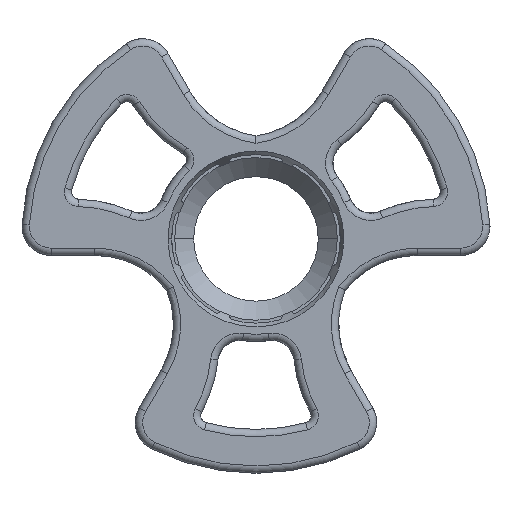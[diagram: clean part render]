
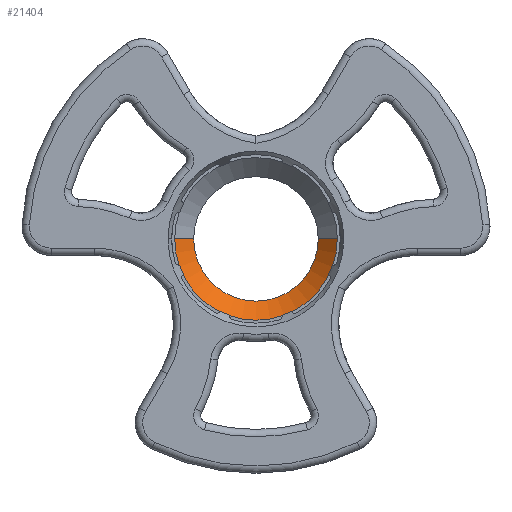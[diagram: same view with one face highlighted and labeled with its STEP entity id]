
A CAD part, left-side view. The second image highlights one B-rep face of the part: STEP entity #21404.
In plain terms, the highlighted conical face has half-angle 45 degrees and reference radius 9.8 mm.
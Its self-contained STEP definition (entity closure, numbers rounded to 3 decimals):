
#300=CARTESIAN_POINT('',(7.,0.,0.));
#301=DIRECTION('',(-1.,0.,0.));
#302=DIRECTION('',(0.,1.,0.));
#303=AXIS2_PLACEMENT_3D('',#300,#301,#302);
#8435=CARTESIAN_POINT('',(9.6,0.,0.));
#8436=DIRECTION('',(-1.,0.,0.));
#8437=DIRECTION('',(0.,1.,0.));
#8438=AXIS2_PLACEMENT_3D('',#8435,#8436,#8437);
#8448=DIRECTION('',(-0.707,0.707,0.));
#8449=VECTOR('',#8448,3.677);
#8450=CARTESIAN_POINT('',(9.6,8.5,
0.));
#8451=LINE('',#8450,#8449);
#8452=DIRECTION('',(-0.707,-0.707,0.));
#8453=VECTOR('',#8452,3.677);
#8454=CARTESIAN_POINT('',(9.6,-8.5,
0.));
#8455=LINE('',#8454,#8453);
#14844=CARTESIAN_POINT('',(9.6,8.5,0.));
#14845=CARTESIAN_POINT('',(9.6,-8.5,0.));
#14846=VERTEX_POINT('',#14844);
#14847=VERTEX_POINT('',#14845);
#14848=CARTESIAN_POINT('',(7.,11.1,0.));
#14849=CARTESIAN_POINT('',(7.,-11.1,0.));
#14850=VERTEX_POINT('',#14848);
#14851=VERTEX_POINT('',#14849);
#21391=CARTESIAN_POINT('',(8.3,0.,0.));
#21392=DIRECTION('',(-1.,0.,0.));
#21393=DIRECTION('',(0.,0.,-1.));
#21394=AXIS2_PLACEMENT_3D('',#21391,#21392,#21393);
#21395=CONICAL_SURFACE('',#21394,9.8,45.);
#21396=ORIENTED_EDGE('',*,*,#21381,.T.);
#21398=ORIENTED_EDGE('',*,*,#21397,.T.);
#21399=ORIENTED_EDGE('',*,*,#15216,.F.);
#21401=ORIENTED_EDGE('',*,*,#21400,.F.);
#21402=EDGE_LOOP('',(#21396,#21398,#21399,#21401));
#21403=FACE_OUTER_BOUND('',#21402,.F.);
#21404=ADVANCED_FACE('',(#21403),#21395,.F.);
#304=CIRCLE('',#303,11.1);
#8439=CIRCLE('',#8438,8.5);
#15216=EDGE_CURVE('',#14850,#14851,#304,.T.);
#21381=EDGE_CURVE('',#14846,#14847,#8439,.T.);
#21397=EDGE_CURVE('',#14847,#14851,#8455,.T.);
#21400=EDGE_CURVE('',#14846,#14850,#8451,.T.);
